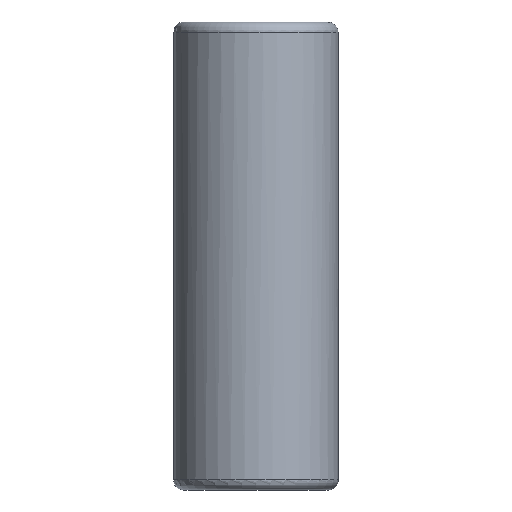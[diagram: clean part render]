
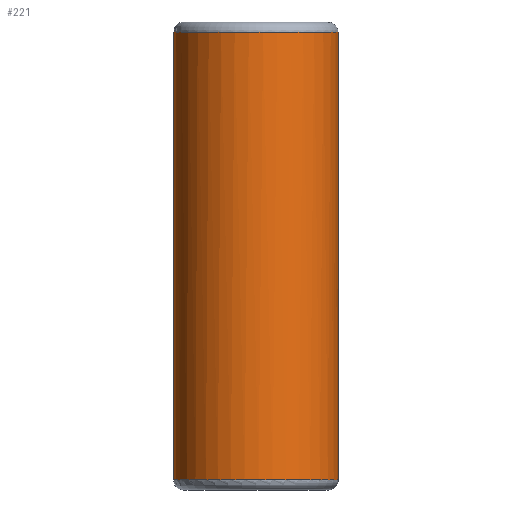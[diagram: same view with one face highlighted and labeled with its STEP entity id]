
A CAD part, front view. The second image highlights one B-rep face of the part: STEP entity #221.
In plain terms, the highlighted cylindrical face has radius 4.05 mm (diameter 8.1 mm), a full revolution.
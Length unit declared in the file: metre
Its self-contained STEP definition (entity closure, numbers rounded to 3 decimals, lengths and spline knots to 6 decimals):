
#25=LINE('',#339,#35);
#26=LINE('',#360,#36);
#35=VECTOR('',#278,1.);
#36=VECTOR('',#281,1.);
#45=B_SPLINE_CURVE_WITH_KNOTS('',3,(#342,#343,#344,#345,#346,#347,#348),
 .UNSPECIFIED.,.F.,.F.,(4,1,1,1,4),(0.,0.001064,
0.002129,0.003193,0.004258),
 .UNSPECIFIED.);
#46=B_SPLINE_CURVE_WITH_KNOTS('',3,(#352,#353,#354,#355,#356,#357,#358),
 .UNSPECIFIED.,.F.,.F.,(4,1,1,1,4),(0.,0.001073,0.002146,
0.003219,0.004292),.UNSPECIFIED.);
#61=ORIENTED_EDGE('',*,*,#123,.F.);
#62=ORIENTED_EDGE('',*,*,#124,.T.);
#63=ORIENTED_EDGE('',*,*,#125,.T.);
#64=ORIENTED_EDGE('',*,*,#126,.T.);
#65=ORIENTED_EDGE('',*,*,#127,.T.);
#66=ORIENTED_EDGE('',*,*,#128,.F.);
#67=ORIENTED_EDGE('',*,*,#129,.T.);
#123=EDGE_CURVE('',#154,#155,#25,.T.);
#124=EDGE_CURVE('',#154,#156,#45,.T.);
#125=EDGE_CURVE('',#156,#157,#172,.F.);
#126=EDGE_CURVE('',#157,#158,#46,.T.);
#127=EDGE_CURVE('',#158,#159,#26,.T.);
#128=EDGE_CURVE('',#155,#159,#173,.T.);
#129=EDGE_CURVE('',#160,#160,#174,.T.);
#154=VERTEX_POINT('',#340);
#155=VERTEX_POINT('',#341);
#156=VERTEX_POINT('',#349);
#157=VERTEX_POINT('',#351);
#158=VERTEX_POINT('',#359);
#159=VERTEX_POINT('',#361);
#160=VERTEX_POINT('',#364);
#172=CIRCLE('',#251,0.00405);
#173=CIRCLE('',#252,0.00405);
#174=CIRCLE('',#253,0.00405);
#180=EDGE_LOOP('',(#61,#62,#63,#64,#65,#66));
#181=EDGE_LOOP('',(#67));
#199=FACE_BOUND('',#180,.T.);
#200=FACE_BOUND('',#181,.T.);
#218=CYLINDRICAL_SURFACE('',#250,0.00405);
#221=ADVANCED_FACE('',(#199,#200),#218,.T.);
#250=AXIS2_PLACEMENT_3D('',#338,#276,#277);
#251=AXIS2_PLACEMENT_3D('',#350,#279,#280);
#252=AXIS2_PLACEMENT_3D('',#362,#282,#283);
#253=AXIS2_PLACEMENT_3D('',#363,#284,#285);
#276=DIRECTION('',(0.,0.,-1.));
#277=DIRECTION('',(-1.,0.,0.));
#278=DIRECTION('',(0.,0.,-1.));
#279=DIRECTION('',(0.,0.,1.));
#280=DIRECTION('',(1.,0.,0.));
#281=DIRECTION('',(0.,0.,-1.));
#282=DIRECTION('',(0.,0.,1.));
#283=DIRECTION('',(1.,0.,0.));
#284=DIRECTION('',(0.,0.,1.));
#285=DIRECTION('',(1.,0.,0.));
#338=CARTESIAN_POINT('',(0.,0.,0.022));
#339=CARTESIAN_POINT('',(0.000125,0.004048,0.022));
#340=CARTESIAN_POINT('',(0.000125,0.004048,0.01766));
#341=CARTESIAN_POINT('',(0.000125,0.004048,0.));
#342=CARTESIAN_POINT('',(0.000125,0.004048,0.01766));
#343=CARTESIAN_POINT('',(0.000224,0.004045,0.018001));
#344=CARTESIAN_POINT('',(0.000425,0.004031,0.018681));
#345=CARTESIAN_POINT('',(0.000715,0.00399,0.019707));
#346=CARTESIAN_POINT('',(0.001046,0.003918,0.020707));
#347=CARTESIAN_POINT('',(0.001429,0.003803,0.021332));
#348=CARTESIAN_POINT('',(0.001716,0.003669,0.0215));
#349=CARTESIAN_POINT('',(0.001716,0.003669,0.0215));
#350=CARTESIAN_POINT('',(0.,0.,0.0215));
#351=CARTESIAN_POINT('',(-0.001716,0.003669,0.0215));
#352=CARTESIAN_POINT('',(-0.001716,0.003669,0.0215));
#353=CARTESIAN_POINT('',(-0.00143,0.003802,0.021332));
#354=CARTESIAN_POINT('',(-0.001046,0.003919,0.020706));
#355=CARTESIAN_POINT('',(-0.000715,0.00399,0.019706));
#356=CARTESIAN_POINT('',(-0.000425,0.004031,0.01868));
#357=CARTESIAN_POINT('',(-0.000224,0.004045,0.018001));
#358=CARTESIAN_POINT('',(-0.000125,0.004048,0.01766));
#359=CARTESIAN_POINT('',(-0.000125,0.004048,0.01766));
#360=CARTESIAN_POINT('',(-0.000125,0.004048,0.022));
#361=CARTESIAN_POINT('',(-0.000125,0.004048,0.));
#362=CARTESIAN_POINT('',(0.,0.,0.));
#363=CARTESIAN_POINT('',(0.,0.,-0.0005));
#364=CARTESIAN_POINT('',(0.00405,0.,-0.0005));
